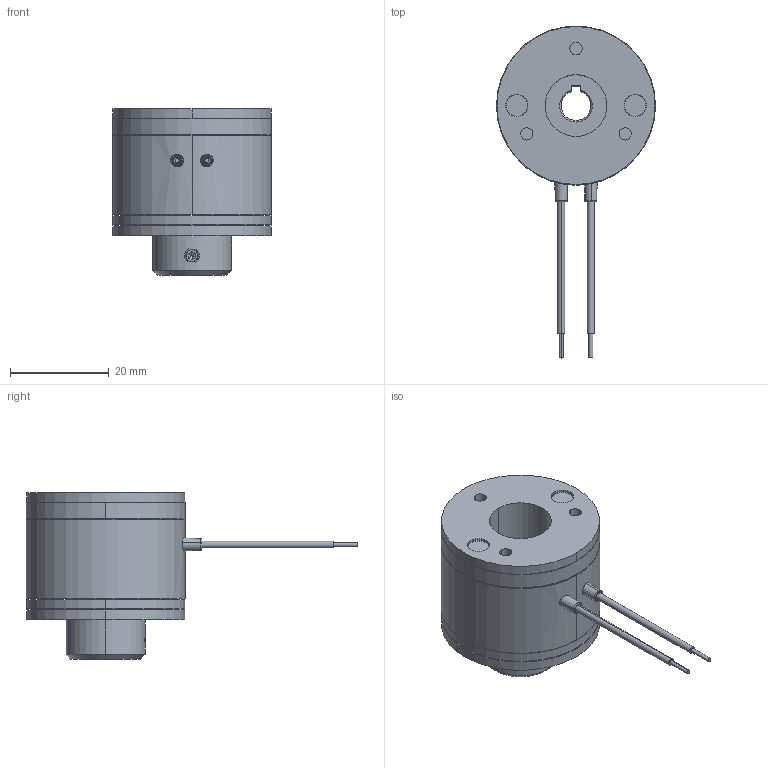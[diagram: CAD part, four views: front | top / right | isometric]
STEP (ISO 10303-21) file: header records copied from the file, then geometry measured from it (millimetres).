
FILE_DESCRIPTION (( 'STEP AP214' ), '1' );
FILE_NAME ('dr_bk_02P1-330_mu.STEP', '2021-11-30T12:54:54', ( '' ), ( '' ), 'SwSTEP 2.0', 'SolidWorks 2019', '' );
FILE_SCHEMA (( 'AUTOMOTIVE_DESIGN' ));
Length unit declared in the file: millimetre
Products named in the file (11): 10069438_000; 10068729_000_genietet (1,4 mm Kemml�nge �2,5); 10069436_000_M 3 x 5; 10068959_000; 10068732_000_gespannt; 10069008_000; dr_bk_02P1-330_mu; 10069009_000; 10068730_000; 10068729_000_genietet (1,35 mm Klemml�nge �2,5); 10069437_000_02.P1.030-0055
Assembly tree (19 placements, depth 4):
  dr_bk_02P1-330_mu
    10068959_000
    10069437_000_02.P1.030-0055
      10069438_000
      10069008_000
        10069009_000
        10068730_000
        10068732_000_gespannt  x3
        10068729_000_genietet (1,35 mm Klemml�nge �2,5)  x3
      10068732_000_gespannt  x3
      10068729_000_genietet (1,4 mm Kemml�nge �2,5)  x3
      10069436_000_M 3 x 5
Bounding box: 32.2 x 67.2 x 33.75 mm (x, y, z)
Volume: 18844.3 mm3; surface area: 10263.5 mm2
Topology: 19 solids, 19 shells, 348 faces, 764 edges, 463 vertices
Faces by surface type: cylinder 155, cone 88, plane 61, torus 32, sphere 12
Entity records: 8210 total; most frequent: CARTESIAN_POINT 1333, DIRECTION 1310, ORIENTED_EDGE 1028, AXIS2_PLACEMENT_3D 554, EDGE_CURVE 514, VERTEX_POINT 319, EDGE_LOOP 301, CIRCLE 296
